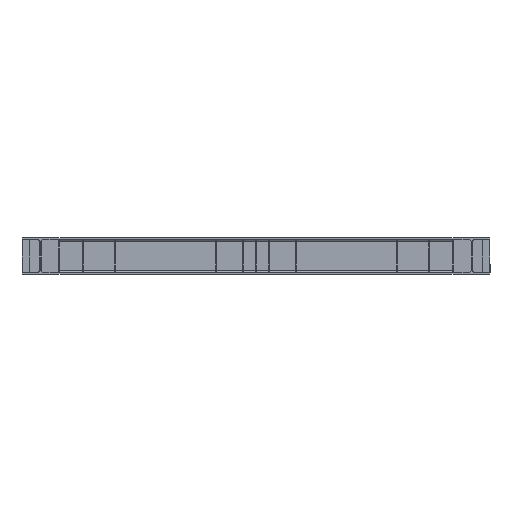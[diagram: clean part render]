
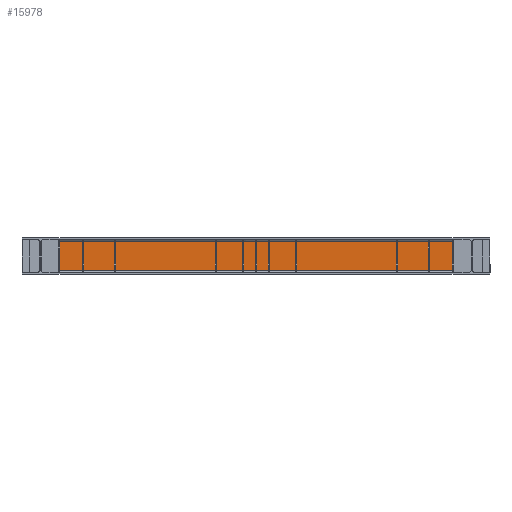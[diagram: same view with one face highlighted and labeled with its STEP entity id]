
A CAD part, left-side view. The second image highlights one B-rep face of the part: STEP entity #15978.
In plain terms, the highlighted planar face has unit normal (-1, 0, 0).
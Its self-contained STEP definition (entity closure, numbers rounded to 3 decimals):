
#2820=FACE_OUTER_BOUND('',#4130,.T.);
#4130=EDGE_LOOP('',(#14350,#14351,#14352,#14353));
#5539=LINE('',#26628,#6978);
#5546=LINE('',#26645,#6985);
#5548=LINE('',#26651,#6987);
#5549=LINE('',#26652,#6988);
#6978=VECTOR('',#22138,10.);
#6985=VECTOR('',#22157,10.);
#6987=VECTOR('',#22163,10.);
#6988=VECTOR('',#22164,10.);
#8374=VERTEX_POINT('',#26621);
#8376=VERTEX_POINT('',#26627);
#8380=VERTEX_POINT('',#26644);
#8382=VERTEX_POINT('',#26650);
#10389=EDGE_CURVE('',#8374,#8376,#5539,.T.);
#10398=EDGE_CURVE('',#8380,#8374,#5546,.T.);
#10401=EDGE_CURVE('',#8382,#8376,#5548,.T.);
#10402=EDGE_CURVE('',#8382,#8380,#5549,.T.);
#14350=ORIENTED_EDGE('',*,*,#10389,.T.);
#14351=ORIENTED_EDGE('',*,*,#10401,.F.);
#14352=ORIENTED_EDGE('',*,*,#10402,.T.);
#14353=ORIENTED_EDGE('',*,*,#10398,.T.);
#15132=PLANE('',#17811);
#15978=ADVANCED_FACE('',(#2820),#15132,.T.);
#17811=AXIS2_PLACEMENT_3D('',#26649,#22161,#22162);
#22138=DIRECTION('',(0.,1.,0.));
#22157=DIRECTION('',(0.,0.,1.));
#22161=DIRECTION('center_axis',(-1.,0.,0.));
#22162=DIRECTION('ref_axis',(0.,0.,1.));
#22163=DIRECTION('',(0.,0.,1.));
#22164=DIRECTION('',(0.,-1.,0.));
#26621=CARTESIAN_POINT('',(-6.5,-157.,4743.5));
#26627=CARTESIAN_POINT('',(-6.5,157.,4743.5));
#26628=CARTESIAN_POINT('',(-6.5,-78.5,4743.5));
#26644=CARTESIAN_POINT('',(-6.5,-157.,6.5));
#26645=CARTESIAN_POINT('',(-6.5,-157.,0.));
#26649=CARTESIAN_POINT('Origin',(-6.5,0.,0.));
#26650=CARTESIAN_POINT('',(-6.5,157.,6.5));
#26651=CARTESIAN_POINT('',(-6.5,157.,0.));
#26652=CARTESIAN_POINT('',(-6.5,-78.5,6.5));
